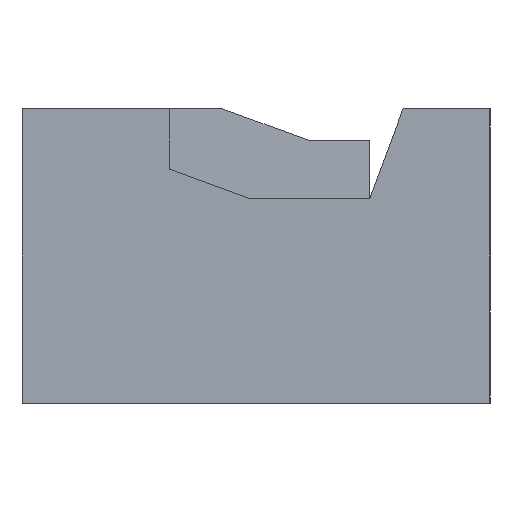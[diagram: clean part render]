
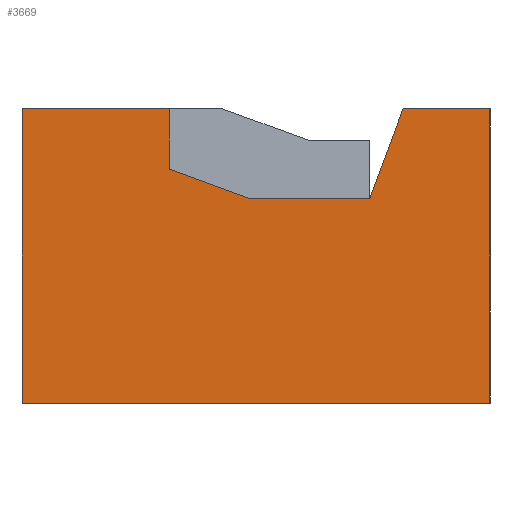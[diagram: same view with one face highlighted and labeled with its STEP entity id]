
A CAD part, left-side view. The second image highlights one B-rep face of the part: STEP entity #3669.
In plain terms, the highlighted planar face has unit normal (-1, 0, 0).
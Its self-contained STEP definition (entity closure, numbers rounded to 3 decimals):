
#1=DIRECTION('',(0.,-1.,0.));
#2=VECTOR('',#1,3.5);
#3=CARTESIAN_POINT('',(-3.4,1.75,-1.1));
#4=LINE('',#3,#2);
#17=DIRECTION('',(0.,0.349,-0.937));
#18=VECTOR('',#17,0.715);
#19=CARTESIAN_POINT('',(-3.4,-1.1,1.1));
#20=LINE('',#19,#18);
#21=DIRECTION('',(0.,0.,1.));
#22=VECTOR('',#21,2.2);
#23=CARTESIAN_POINT('',(-3.4,1.75,-1.1));
#24=LINE('',#23,#22);
#25=DIRECTION('',(0.,0.,-1.));
#26=VECTOR('',#25,0.45);
#27=CARTESIAN_POINT('',(-3.4,0.65,1.1));
#28=LINE('',#27,#26);
#29=DIRECTION('',(0.,0.939,0.345));
#30=VECTOR('',#29,0.639);
#31=CARTESIAN_POINT('',(-3.4,0.05,0.43));
#32=LINE('',#31,#30);
#33=DIRECTION('',(0.,1.,0.));
#34=VECTOR('',#33,0.9);
#35=CARTESIAN_POINT('',(-3.4,-0.85,0.43));
#36=LINE('',#35,#34);
#157=DIRECTION('',(0.,-1.,0.));
#158=VECTOR('',#157,0.65);
#159=CARTESIAN_POINT('',(-3.4,-1.1,1.1));
#160=LINE('',#159,#158);
#189=DIRECTION('',(0.,-1.,0.));
#190=VECTOR('',#189,1.1);
#191=CARTESIAN_POINT('',(-3.4,1.75,1.1));
#192=LINE('',#191,#190);
#293=DIRECTION('',(0.,0.,1.));
#294=VECTOR('',#293,2.2);
#295=CARTESIAN_POINT('',(-3.4,-1.75,-1.1));
#296=LINE('',#295,#294);
#2757=CARTESIAN_POINT('',(-3.4,1.75,-1.1));
#2758=CARTESIAN_POINT('',(-3.4,-1.75,-1.1));
#2759=VERTEX_POINT('',#2757);
#2760=VERTEX_POINT('',#2758);
#2765=CARTESIAN_POINT('',(-3.4,-1.75,1.1));
#2767=VERTEX_POINT('',#2765);
#2770=CARTESIAN_POINT('',(-3.4,1.75,1.1));
#2772=VERTEX_POINT('',#2770);
#2789=CARTESIAN_POINT('',(-3.4,-1.1,1.1));
#2790=CARTESIAN_POINT('',(-3.4,-0.85,0.43));
#2791=VERTEX_POINT('',#2789);
#2792=VERTEX_POINT('',#2790);
#2793=CARTESIAN_POINT('',(-3.4,0.05,0.43));
#2794=VERTEX_POINT('',#2793);
#2795=CARTESIAN_POINT('',(-3.4,0.65,0.65));
#2796=VERTEX_POINT('',#2795);
#2797=CARTESIAN_POINT('',(-3.4,0.65,1.1));
#2798=VERTEX_POINT('',#2797);
#3645=CARTESIAN_POINT('',(-3.4,1.75,-1.1));
#3646=DIRECTION('',(-1.,0.,0.));
#3647=DIRECTION('',(0.,-1.,0.));
#3648=AXIS2_PLACEMENT_3D('',#3645,#3646,#3647);
#3649=PLANE('',#3648);
#3651=ORIENTED_EDGE('',*,*,#3650,.F.);
#3653=ORIENTED_EDGE('',*,*,#3652,.T.);
#3655=ORIENTED_EDGE('',*,*,#3654,.F.);
#3656=ORIENTED_EDGE('',*,*,#3634,.F.);
#3658=ORIENTED_EDGE('',*,*,#3657,.T.);
#3660=ORIENTED_EDGE('',*,*,#3659,.T.);
#3662=ORIENTED_EDGE('',*,*,#3661,.T.);
#3664=ORIENTED_EDGE('',*,*,#3663,.F.);
#3666=ORIENTED_EDGE('',*,*,#3665,.F.);
#3667=EDGE_LOOP('',(#3651,#3653,#3655,#3656,#3658,#3660,#3662,#3664,#3666));
#3668=FACE_OUTER_BOUND('',#3667,.F.);
#3669=ADVANCED_FACE('',(#3668),#3649,.T.);
#3634=EDGE_CURVE('',#2759,#2760,#4,.T.);
#3650=EDGE_CURVE('',#2791,#2792,#20,.T.);
#3652=EDGE_CURVE('',#2791,#2767,#160,.T.);
#3654=EDGE_CURVE('',#2760,#2767,#296,.T.);
#3657=EDGE_CURVE('',#2759,#2772,#24,.T.);
#3659=EDGE_CURVE('',#2772,#2798,#192,.T.);
#3661=EDGE_CURVE('',#2798,#2796,#28,.T.);
#3663=EDGE_CURVE('',#2794,#2796,#32,.T.);
#3665=EDGE_CURVE('',#2792,#2794,#36,.T.);
